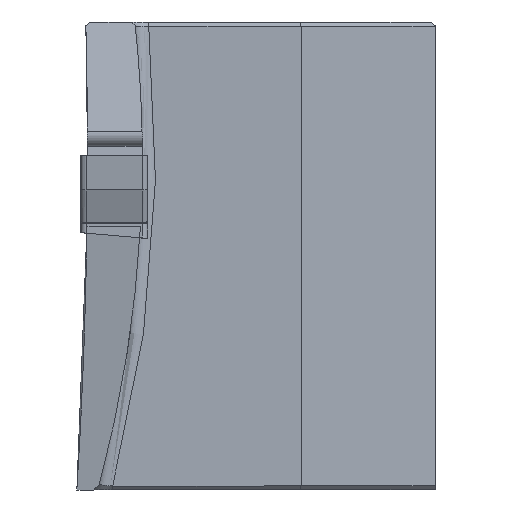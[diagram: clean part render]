
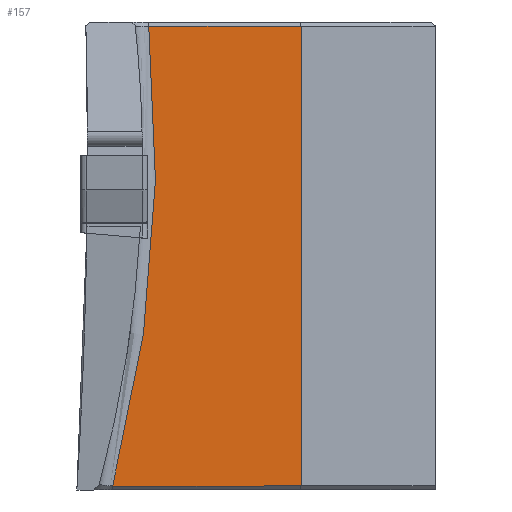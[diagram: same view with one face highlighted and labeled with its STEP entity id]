
A CAD part, left-side view. The second image highlights one B-rep face of the part: STEP entity #157.
In plain terms, the highlighted planar face has unit normal (-1, 0, 0).
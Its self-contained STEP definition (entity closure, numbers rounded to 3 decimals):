
#157=ADVANCED_FACE('',(#270),#206,.F.);
#206=PLANE('',#1344);
#270=FACE_OUTER_BOUND('',#339,.T.);
#339=EDGE_LOOP('',(#632,#633,#634,#635));
#380=CIRCLE('',#1343,95.);
#632=ORIENTED_EDGE('',*,*,#983,.T.);
#633=ORIENTED_EDGE('',*,*,#984,.T.);
#634=ORIENTED_EDGE('',*,*,#985,.T.);
#635=ORIENTED_EDGE('',*,*,#986,.T.);
#832=VERTEX_POINT('',#2060);
#833=VERTEX_POINT('',#2061);
#834=VERTEX_POINT('',#2063);
#835=VERTEX_POINT('',#2065);
#983=EDGE_CURVE('',#832,#833,#380,.T.);
#984=EDGE_CURVE('',#833,#834,#1111,.T.);
#985=EDGE_CURVE('',#834,#835,#1112,.T.);
#986=EDGE_CURVE('',#835,#832,#1113,.T.);
#1111=LINE('',#2062,#1232);
#1112=LINE('',#2064,#1233);
#1113=LINE('',#2066,#1234);
#1232=VECTOR('',#1643,1.);
#1233=VECTOR('',#1644,1.);
#1234=VECTOR('',#1645,1.);
#1343=AXIS2_PLACEMENT_3D('',#2059,#1641,#1642);
#1344=AXIS2_PLACEMENT_3D('',#2067,#1646,#1647);
#1641=DIRECTION('',(1.,0.,0.));
#1642=DIRECTION('',(0.,0.,-1.));
#1643=DIRECTION('',(0.,-1.,0.));
#1644=DIRECTION('',(0.,0.,1.));
#1645=DIRECTION('',(0.,1.,0.));
#1646=DIRECTION('',(1.,0.,0.));
#1647=DIRECTION('',(0.,0.,-1.));
#2059=CARTESIAN_POINT('',(41.,90.9,-0.2));
#2060=CARTESIAN_POINT('',(41.,-3.583,9.7));
#2061=CARTESIAN_POINT('',(41.,-0.885,-24.704));
#2062=CARTESIAN_POINT('',(41.,90.9,-24.7));
#2063=CARTESIAN_POINT('',(41.,-15.,-24.7));
#2064=CARTESIAN_POINT('',(41.,-15.,10.));
#2065=CARTESIAN_POINT('',(41.,-15.,9.7));
#2066=CARTESIAN_POINT('',(41.,90.9,9.7));
#2067=CARTESIAN_POINT('',(41.,90.9,-0.2));
